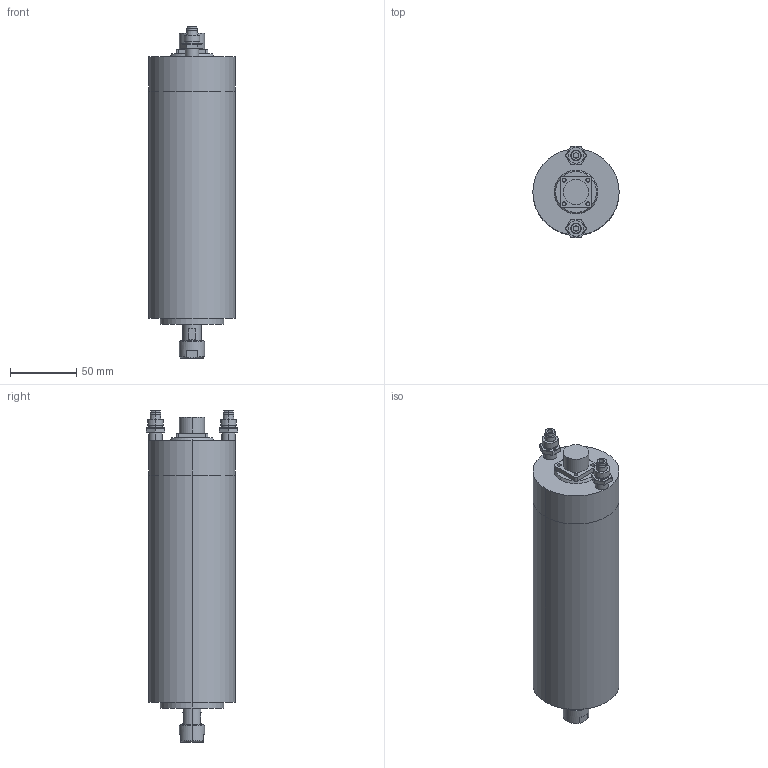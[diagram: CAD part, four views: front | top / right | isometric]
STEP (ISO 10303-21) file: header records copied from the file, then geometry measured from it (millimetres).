
FILE_DESCRIPTION (( 'STEP AP214' ), '1' );
FILE_NAME ('GDZ18-2.STEP', '2021-04-30T01:46:32', ( '萇齟' ), ( '' ), 'SwSTEP 2.0', 'SolidWorks 2018', '' );
FILE_SCHEMA (( 'AUTOMOTIVE_DESIGN' ));
Length unit declared in the file: millimetre
Products named in the file (7): GDZ15阨郲; GDZ18-2; 堤盄釱脣芛18x18M20; GDZ18-2滅鳥欶; GDZ18-2粣芛; GDZ18-2堤盄釱; GDZ18-2儂褲
Assembly tree (7 placements, depth 2):
  GDZ18-2
    GDZ18-2儂褲
    GDZ15阨郲  x2
    GDZ18-2堤盄釱
    GDZ18-2滅鳥欶
    GDZ18-2粣芛
    堤盄釱脣芛18x18M20
Bounding box: 65 x 69 x 250 mm (x, y, z)
Volume: 676183.8 mm3; surface area: 65446.6 mm2
Topology: 7 solids, 7 shells, 157 faces, 328 edges, 203 vertices
Faces by surface type: cylinder 70, plane 56, cone 19, torus 12
Entity records: 3319 total; most frequent: DIRECTION 573, CARTESIAN_POINT 566, ORIENTED_EDGE 468, AXIS2_PLACEMENT_3D 234, EDGE_CURVE 234, VERTEX_POINT 147, EDGE_LOOP 133, CIRCLE 113
